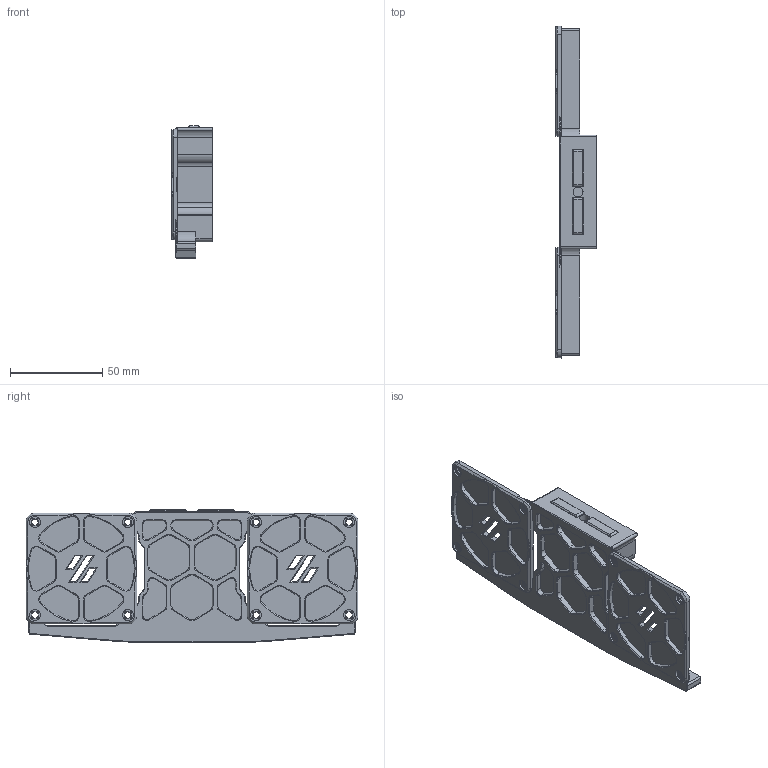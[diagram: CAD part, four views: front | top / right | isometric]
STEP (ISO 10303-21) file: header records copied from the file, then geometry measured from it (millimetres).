
FILE_DESCRIPTION(/* description */ (''),/* implementation_level */ '2;1');
FILE_NAME(/* name */ 'Middle_Fan_Support.step',/* time_stamp */ '2023-04-12T20:04:11+02:00',/* author */ (''),/* organization */ (''),/* preprocessor_version */ 'ST-DEVELOPER v19.2',/* originating_system */ 'Autodesk Translation Framework v12.4.0.73',/* authorisation */ '');
FILE_SCHEMA (('AUTOMOTIVE_DESIGN { 1 0 10303 214 3 1 1 }'));
Length unit declared in the file: millimetre
Products named in the file (4): Sides; Middle Fan Support; Fan Grill B; Fan Grill A
Assembly tree (3 placements, depth 2):
  Sides
    Middle Fan Support
    Fan Grill B
    Fan Grill A
Bounding box: 22.2 x 180.01 x 72 mm (x, y, z)
Volume: 45694.3 mm3; surface area: 46115 mm2
Topology: 6 solids, 6 shells, 1291 faces, 3367 edges, 2100 vertices
Faces by surface type: plane 557, cylinder 477, cone 170, torus 44, bspline 43
Full cylindrical faces by diameter (mm): 3.5 x16, 4.7 x1, 5.4 x1, 6 x8, 21.317 x2, 21.517 x2
Entity records: 41366 total; most frequent: CARTESIAN_POINT 8694, DIRECTION 7069, ORIENTED_EDGE 6734, EDGE_CURVE 3367, AXIS2_PLACEMENT_3D 2541, VERTEX_POINT 2100, LINE 1987, VECTOR 1987
